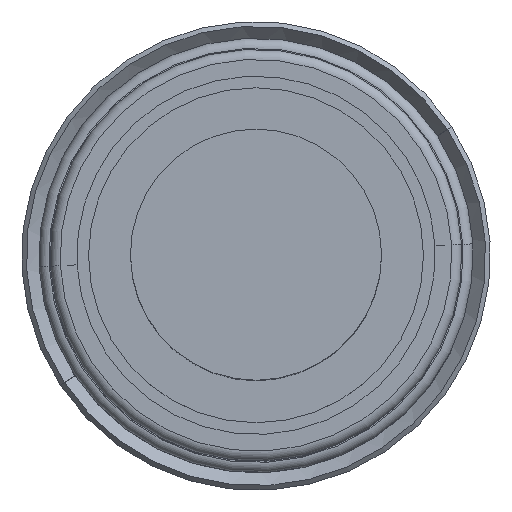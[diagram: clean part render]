
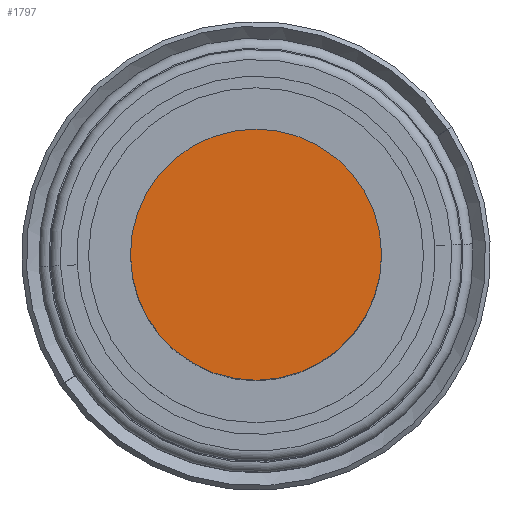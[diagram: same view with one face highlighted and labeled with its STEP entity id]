
A CAD part, top view. The second image highlights one B-rep face of the part: STEP entity #1797.
In plain terms, the highlighted planar face has unit normal (0, 0, 1).
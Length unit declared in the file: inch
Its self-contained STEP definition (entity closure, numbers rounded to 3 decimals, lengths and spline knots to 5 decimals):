
#42 = EDGE_LOOP ( 'NONE', ( #1720, #1326 ) ) ;
#113 = DIRECTION ( 'NONE',  ( 0., 0., -1. ) ) ;
#128 = CARTESIAN_POINT ( 'NONE',  ( 0., 0., 1.563 ) ) ;
#168 = DIRECTION ( 'NONE',  ( -0.649, 0.761, 0. ) ) ;
#216 = PLANE ( 'NONE',  #1261 ) ;
#474 = CIRCLE ( 'NONE', #1662, 0.375 ) ;
#634 = CIRCLE ( 'NONE', #1468, 0.375 ) ;
#794 = FACE_OUTER_BOUND ( 'NONE', #42, .T. ) ;
#865 = DIRECTION ( 'NONE',  ( 0., 0., -1. ) ) ;
#1036 = CARTESIAN_POINT ( 'NONE',  ( 0., 0., 1.563 ) ) ;
#1108 = DIRECTION ( 'NONE',  ( -0.649, 0.761, 0. ) ) ;
#1261 = AXIS2_PLACEMENT_3D ( 'NONE', #128, #113, #168 ) ;
#1267 = EDGE_CURVE ( 'NONE', #1440, #1438, #474, .T. ) ;
#1326 = ORIENTED_EDGE ( 'NONE', *, *, #1623, .F. ) ;
#1438 = VERTEX_POINT ( 'NONE', #1909 ) ;
#1440 = VERTEX_POINT ( 'NONE', #1894 ) ;
#1468 = AXIS2_PLACEMENT_3D ( 'NONE', #1036, #865, #1108 ) ;
#1623 = EDGE_CURVE ( 'NONE', #1438, #1440, #634, .T. ) ;
#1662 = AXIS2_PLACEMENT_3D ( 'NONE', #1849, #1955, #1820 ) ;
#1720 = ORIENTED_EDGE ( 'NONE', *, *, #1267, .F. ) ;
#1797 = ADVANCED_FACE ( 'NONE', ( #794 ), #216, .F. ) ;
#1820 = DIRECTION ( 'NONE',  ( -0.649, 0.761, 0. ) ) ;
#1849 = CARTESIAN_POINT ( 'NONE',  ( 0., 0., 1.563 ) ) ;
#1894 = CARTESIAN_POINT ( 'NONE',  ( 0.24346, -0.28523, 1.563 ) ) ;
#1909 = CARTESIAN_POINT ( 'NONE',  ( -0.24346, 0.28523, 1.563 ) ) ;
#1955 = DIRECTION ( 'NONE',  ( 0., 0., -1. ) ) ;
